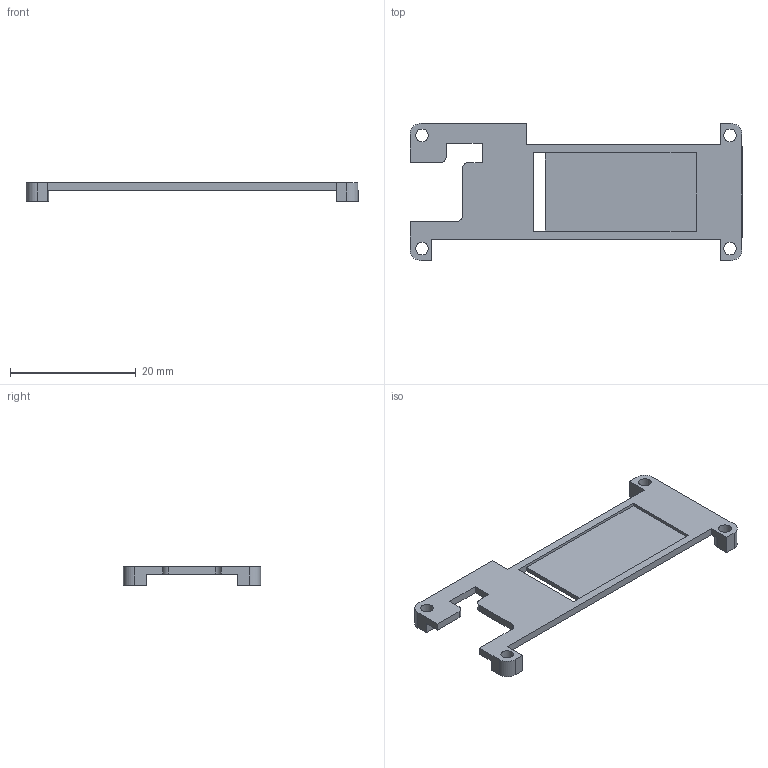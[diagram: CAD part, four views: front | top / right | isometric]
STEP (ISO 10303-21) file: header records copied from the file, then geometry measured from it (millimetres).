
FILE_DESCRIPTION(/* description */ (''),/* implementation_level */ '2;1');
FILE_NAME(/* name */ '零部件488.step',/* time_stamp */ '2021-05-26T11:21:17+08:00',/* author */ (''),/* organization */ (''),/* preprocessor_version */ 'ST-DEVELOPER v18.1',/* originating_system */ 'Autodesk Translation Framework v10.9.0.1377',/* authorisation */ '');
FILE_SCHEMA (('AUTOMOTIVE_DESIGN { 1 0 10303 214 3 1 1 }'));
Length unit declared in the file: millimetre
Products named in the file (1): Fusion 零部件
Bounding box: 52.83 x 21.84 x 3 mm (x, y, z)
Volume: 815.5 mm3; surface area: 1963.3 mm2
Topology: 1 solids, 1 shells, 54 faces, 156 edges, 104 vertices
Faces by surface type: plane 39, cylinder 15
Full cylindrical faces by diameter (mm): 2 x4
Entity records: 1830 total; most frequent: CARTESIAN_POINT 315, ORIENTED_EDGE 312, DIRECTION 296, EDGE_CURVE 156, LINE 126, VECTOR 126, VERTEX_POINT 104, AXIS2_PLACEMENT_3D 85
